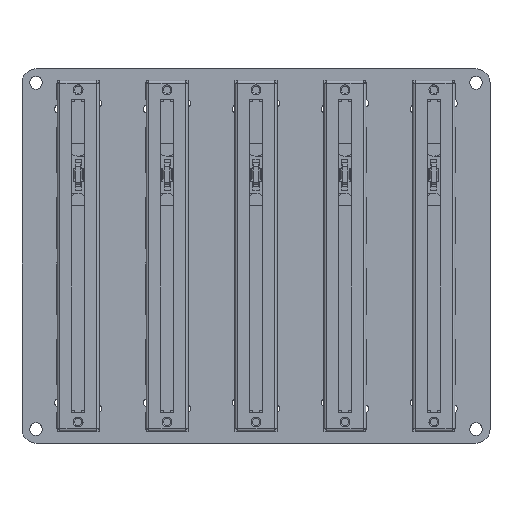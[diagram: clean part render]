
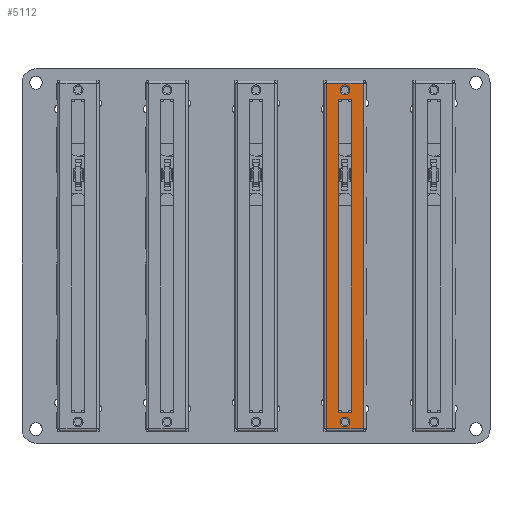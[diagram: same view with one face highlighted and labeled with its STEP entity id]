
A CAD part, top view. The second image highlights one B-rep face of the part: STEP entity #5112.
In plain terms, the highlighted planar face has unit normal (0, 0, 1).
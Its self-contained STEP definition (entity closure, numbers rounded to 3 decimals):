
#4931 = VERTEX_POINT('',#4932);
#4932 = CARTESIAN_POINT('',(33.4,-1.4,6.5));
#4947 = VERTEX_POINT('',#4948);
#4948 = CARTESIAN_POINT('',(-33.4,-1.4,6.5));
#4954 = EDGE_CURVE('',#4931,#4947,#4955,.T.);
#4955 = LINE('',#4956,#4957);
#4956 = CARTESIAN_POINT('',(0.,-1.4,6.5));
#4957 = VECTOR('',#4958,1.);
#4958 = DIRECTION('',(-1.,0.,0.));
#4978 = VERTEX_POINT('',#4979);
#4979 = CARTESIAN_POINT('',(-33.4,1.4,6.5));
#4985 = EDGE_CURVE('',#4978,#4947,#4986,.T.);
#4986 = LINE('',#4987,#4988);
#4987 = CARTESIAN_POINT('',(-33.4,0.,6.5));
#4988 = VECTOR('',#4989,1.);
#4989 = DIRECTION('',(0.,-1.,0.));
#5009 = VERTEX_POINT('',#5010);
#5010 = CARTESIAN_POINT('',(33.4,1.4,6.5));
#5016 = EDGE_CURVE('',#5009,#4978,#5017,.T.);
#5017 = LINE('',#5018,#5019);
#5018 = CARTESIAN_POINT('',(0.,1.4,6.5));
#5019 = VECTOR('',#5020,1.);
#5020 = DIRECTION('',(-1.,0.,0.));
#5037 = EDGE_CURVE('',#5009,#4931,#5038,.T.);
#5038 = LINE('',#5039,#5040);
#5039 = CARTESIAN_POINT('',(33.4,0.,6.5));
#5040 = VECTOR('',#5041,1.);
#5041 = DIRECTION('',(0.,-1.,0.));
#5112 = ADVANCED_FACE('',(#5113,#5124,#5135,#5141),#5175,.T.);
#5113 = FACE_BOUND('',#5114,.T.);
#5114 = EDGE_LOOP('',(#5115));
#5115 = ORIENTED_EDGE('',*,*,#5116,.F.);
#5116 = EDGE_CURVE('',#5117,#5117,#5119,.T.);
#5117 = VERTEX_POINT('',#5118);
#5118 = CARTESIAN_POINT('',(-34.45,0.,6.5));
#5119 = CIRCLE('',#5120,1.05);
#5120 = AXIS2_PLACEMENT_3D('',#5121,#5122,#5123);
#5121 = CARTESIAN_POINT('',(-35.5,0.,6.5));
#5122 = DIRECTION('',(0.,0.,1.));
#5123 = DIRECTION('',(1.,0.,0.));
#5124 = FACE_BOUND('',#5125,.T.);
#5125 = EDGE_LOOP('',(#5126));
#5126 = ORIENTED_EDGE('',*,*,#5127,.F.);
#5127 = EDGE_CURVE('',#5128,#5128,#5130,.T.);
#5128 = VERTEX_POINT('',#5129);
#5129 = CARTESIAN_POINT('',(36.55,0.,6.5));
#5130 = CIRCLE('',#5131,1.05);
#5131 = AXIS2_PLACEMENT_3D('',#5132,#5133,#5134);
#5132 = CARTESIAN_POINT('',(35.5,0.,6.5));
#5133 = DIRECTION('',(0.,0.,1.));
#5134 = DIRECTION('',(1.,0.,0.));
#5135 = FACE_BOUND('',#5136,.T.);
#5136 = EDGE_LOOP('',(#5137,#5138,#5139,#5140));
#5137 = ORIENTED_EDGE('',*,*,#5016,.F.);
#5138 = ORIENTED_EDGE('',*,*,#5037,.T.);
#5139 = ORIENTED_EDGE('',*,*,#4954,.T.);
#5140 = ORIENTED_EDGE('',*,*,#4985,.F.);
#5141 = FACE_BOUND('',#5142,.T.);
#5142 = EDGE_LOOP('',(#5143,#5153,#5161,#5169));
#5143 = ORIENTED_EDGE('',*,*,#5144,.T.);
#5144 = EDGE_CURVE('',#5145,#5147,#5149,.T.);
#5145 = VERTEX_POINT('',#5146);
#5146 = CARTESIAN_POINT('',(36.9,-3.9,6.5));
#5147 = VERTEX_POINT('',#5148);
#5148 = CARTESIAN_POINT('',(36.9,3.9,6.5));
#5149 = LINE('',#5150,#5151);
#5150 = CARTESIAN_POINT('',(36.9,0.,6.5));
#5151 = VECTOR('',#5152,1.);
#5152 = DIRECTION('',(0.,1.,0.));
#5153 = ORIENTED_EDGE('',*,*,#5154,.T.);
#5154 = EDGE_CURVE('',#5147,#5155,#5157,.T.);
#5155 = VERTEX_POINT('',#5156);
#5156 = CARTESIAN_POINT('',(-36.9,3.9,6.5));
#5157 = LINE('',#5158,#5159);
#5158 = CARTESIAN_POINT('',(0.,3.9,6.5));
#5159 = VECTOR('',#5160,1.);
#5160 = DIRECTION('',(-1.,0.,0.));
#5161 = ORIENTED_EDGE('',*,*,#5162,.T.);
#5162 = EDGE_CURVE('',#5155,#5163,#5165,.T.);
#5163 = VERTEX_POINT('',#5164);
#5164 = CARTESIAN_POINT('',(-36.9,-3.9,6.5));
#5165 = LINE('',#5166,#5167);
#5166 = CARTESIAN_POINT('',(-36.9,0.,6.5));
#5167 = VECTOR('',#5168,1.);
#5168 = DIRECTION('',(0.,-1.,0.));
#5169 = ORIENTED_EDGE('',*,*,#5170,.T.);
#5170 = EDGE_CURVE('',#5163,#5145,#5171,.T.);
#5171 = LINE('',#5172,#5173);
#5172 = CARTESIAN_POINT('',(0.,-3.9,6.5));
#5173 = VECTOR('',#5174,1.);
#5174 = DIRECTION('',(1.,0.,0.));
#5175 = PLANE('',#5176);
#5176 = AXIS2_PLACEMENT_3D('',#5177,#5178,#5179);
#5177 = CARTESIAN_POINT('',(0.,0.,6.5));
#5178 = DIRECTION('',(0.,0.,1.));
#5179 = DIRECTION('',(1.,0.,0.));
